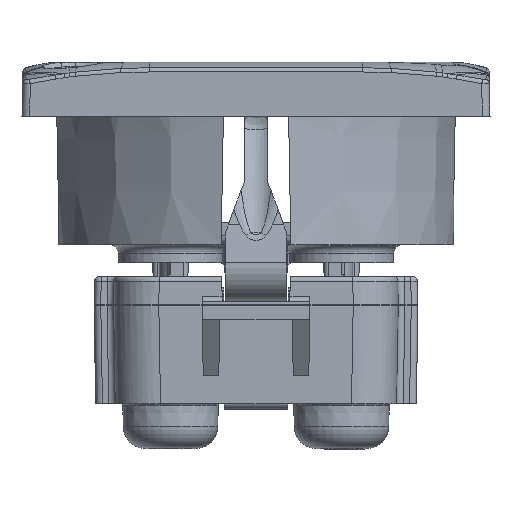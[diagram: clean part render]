
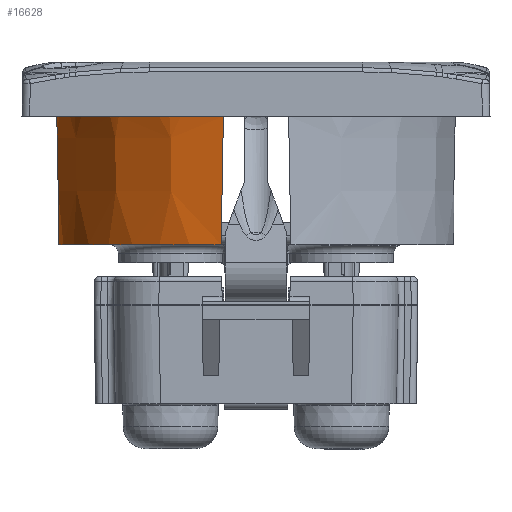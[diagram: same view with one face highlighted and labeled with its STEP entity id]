
A CAD part, front view. The second image highlights one B-rep face of the part: STEP entity #16628.
In plain terms, the highlighted conical face has half-angle 1 degrees and reference radius 22.155 mm.
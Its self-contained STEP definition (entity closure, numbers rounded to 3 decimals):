
#1023=CARTESIAN_POINT('',(0.,-22.,3.5));
#1024=DIRECTION('',(0.,0.,-1.));
#1025=DIRECTION('',(-0.73,-0.683,0.));
#1026=AXIS2_PLACEMENT_3D('',#1023,#1024,#1025);
#1083=CARTESIAN_POINT('',(0.,-22.,3.5));
#1084=DIRECTION('',(0.,0.,-1.));
#1085=DIRECTION('',(-0.162,-0.987,0.));
#1086=AXIS2_PLACEMENT_3D('',#1083,#1084,#1085);
#1247=CARTESIAN_POINT('',(-16.297,-37.236,3.5));
#1248=CARTESIAN_POINT('',(-16.269,-37.237,
2.333));
#1249=CARTESIAN_POINT('',(-16.24,-37.237,
1.167));
#1250=CARTESIAN_POINT('',(-16.212,-37.238,0.));
#1252=CARTESIAN_POINT('',(0.,-22.,0.));
#1253=DIRECTION('',(0.,0.,-1.));
#1254=DIRECTION('',(-0.685,-0.729,0.));
#1255=AXIS2_PLACEMENT_3D('',#1252,#1253,#1254);
#1257=CARTESIAN_POINT('',(-15.238,-38.212,0.));
#1258=CARTESIAN_POINT('',(-15.237,-38.24,
1.167));
#1259=CARTESIAN_POINT('',(-15.237,-38.269,
2.333));
#1260=CARTESIAN_POINT('',(-15.236,-38.297,3.5));
#1262=CARTESIAN_POINT('',(0.,-22.,0.75));
#1263=DIRECTION('',(0.,0.,1.));
#1264=DIRECTION('',(-0.163,-0.987,0.));
#1265=AXIS2_PLACEMENT_3D('',#1262,#1263,#1264);
#1267=CARTESIAN_POINT('',(-2.211,-44.152,
0.75));
#1268=CARTESIAN_POINT('',(-2.224,-44.146,
0.5));
#1269=CARTESIAN_POINT('',(-2.237,-44.14,
0.25));
#1270=CARTESIAN_POINT('',(-2.25,-44.135,
0.));
#1272=CARTESIAN_POINT('',(0.,-22.,0.));
#1273=DIRECTION('',(0.,0.,-1.));
#1274=DIRECTION('',(-0.101,-0.995,0.));
#1275=AXIS2_PLACEMENT_3D('',#1272,#1273,#1274);
#1277=CARTESIAN_POINT('',(-3.625,-43.951,0.));
#1278=CARTESIAN_POINT('',(-3.653,-43.918,
-1.601));
#1279=CARTESIAN_POINT('',(-3.709,-43.853,
-4.791));
#1280=CARTESIAN_POINT('',(-3.792,-43.754,
-9.541));
#1281=CARTESIAN_POINT('',(-3.846,-43.689,
-12.684));
#1282=CARTESIAN_POINT('',(-3.874,-43.656,-14.25));
#1284=DIRECTION('',(0.005,-0.017,-1.));
#1285=VECTOR('',#1284,17.753);
#1286=CARTESIAN_POINT('',(-6.874,-0.776,3.5));
#1287=LINE('',#1286,#1285);
#1338=CARTESIAN_POINT('',(-3.625,-44.013,3.5));
#1339=CARTESIAN_POINT('',(-3.625,-44.008,3.194));
#1340=CARTESIAN_POINT('',(-3.625,-43.997,2.583));
#1341=CARTESIAN_POINT('',(-3.625,-43.981,1.666));
#1342=CARTESIAN_POINT('',(-3.625,-43.97,1.055));
#1343=CARTESIAN_POINT('',(-3.625,-43.965,0.75));
#2473=CARTESIAN_POINT('',(0.,-22.,-14.25));
#2474=DIRECTION('',(0.,0.,-1.));
#2475=DIRECTION('',(-0.176,-0.984,0.));
#2476=AXIS2_PLACEMENT_3D('',#2473,#2474,#2475);
#12939=CARTESIAN_POINT('',(-2.25,-44.135,0.));
#12940=VERTEX_POINT('',#12939);
#13083=CARTESIAN_POINT('',(-6.778,-1.07,-14.25));
#13085=VERTEX_POINT('',#13083);
#13407=CARTESIAN_POINT('',(-15.238,-38.212,0.));
#13408=CARTESIAN_POINT('',(-16.212,-37.238,0.));
#13409=VERTEX_POINT('',#13407);
#13410=VERTEX_POINT('',#13408);
#13425=VERTEX_POINT('',#1260);
#13426=VERTEX_POINT('',#1247);
#13481=CARTESIAN_POINT('',(-6.874,-0.776,3.5));
#13482=VERTEX_POINT('',#13481);
#14866=VERTEX_POINT('',#1338);
#14867=VERTEX_POINT('',#1343);
#14874=VERTEX_POINT('',#1267);
#14922=CARTESIAN_POINT('',(-3.625,-43.951,0.));
#14923=VERTEX_POINT('',#14922);
#14928=VERTEX_POINT('',#1282);
#16602=CARTESIAN_POINT('',(0.,-22.,-5.375));
#16603=DIRECTION('',(0.,0.,1.));
#16604=DIRECTION('',(1.,0.,0.));
#16605=AXIS2_PLACEMENT_3D('',#16602,#16603,#16604);
#16606=CONICAL_SURFACE('',#16605,22.155,1.);
#16607=ORIENTED_EDGE('',*,*,#16407,.F.);
#16608=ORIENTED_EDGE('',*,*,#16594,.T.);
#16609=ORIENTED_EDGE('',*,*,#15386,.F.);
#16611=ORIENTED_EDGE('',*,*,#16610,.T.);
#16612=ORIENTED_EDGE('',*,*,#16450,.F.);
#16614=ORIENTED_EDGE('',*,*,#16613,.T.);
#16615=ORIENTED_EDGE('',*,*,#16260,.T.);
#16617=ORIENTED_EDGE('',*,*,#16616,.T.);
#16619=ORIENTED_EDGE('',*,*,#16618,.T.);
#16621=ORIENTED_EDGE('',*,*,#16620,.T.);
#16623=ORIENTED_EDGE('',*,*,#16622,.T.);
#16625=ORIENTED_EDGE('',*,*,#16624,.F.);
#16626=EDGE_LOOP('',(#16607,#16608,#16609,#16611,#16612,#16614,#16615,#16617,
#16619,#16621,#16623,#16625));
#16627=FACE_OUTER_BOUND('',#16626,.F.);
#16628=ADVANCED_FACE('',(#16627),#16606,.T.);
#1027=CIRCLE('',#1026,22.31);
#1087=CIRCLE('',#1086,22.31);
#1251=B_SPLINE_CURVE_WITH_KNOTS('',3,(#1247,#1248,#1249,#1250),.UNSPECIFIED.,
.F.,.F.,(4,4),(0.,1.),.UNSPECIFIED.);
#1256=CIRCLE('',#1255,22.249);
#1261=B_SPLINE_CURVE_WITH_KNOTS('',3,(#1257,#1258,#1259,#1260),.UNSPECIFIED.,
.F.,.F.,(4,4),(0.,1.),.UNSPECIFIED.);
#1266=CIRCLE('',#1265,22.262);
#1271=B_SPLINE_CURVE_WITH_KNOTS('',3,(#1267,#1268,#1269,#1270),.UNSPECIFIED.,
.F.,.F.,(4,4),(0.,1.),.UNSPECIFIED.);
#1276=CIRCLE('',#1275,22.249);
#1283=B_SPLINE_CURVE_WITH_KNOTS('',3,(#1277,#1278,#1279,#1280,#1281,#1282),
.UNSPECIFIED.,.F.,.F.,(4,1,1,4),(0.,0.333,0.667,1.),
.UNSPECIFIED.);
#1344=B_SPLINE_CURVE_WITH_KNOTS('',3,(#1338,#1339,#1340,#1341,#1342,#1343),
.UNSPECIFIED.,.F.,.F.,(4,1,1,4),(0.,0.333,0.667,1.),
.UNSPECIFIED.);
#2477=CIRCLE('',#2476,22.);
#15386=EDGE_CURVE('',#13409,#13410,#1256,.T.);
#16260=EDGE_CURVE('',#14867,#14874,#1266,.T.);
#16407=EDGE_CURVE('',#13426,#13482,#1027,.T.);
#16450=EDGE_CURVE('',#14866,#13425,#1087,.T.);
#16594=EDGE_CURVE('',#13426,#13410,#1251,.T.);
#16610=EDGE_CURVE('',#13409,#13425,#1261,.T.);
#16613=EDGE_CURVE('',#14866,#14867,#1344,.T.);
#16616=EDGE_CURVE('',#14874,#12940,#1271,.T.);
#16618=EDGE_CURVE('',#12940,#14923,#1276,.T.);
#16620=EDGE_CURVE('',#14923,#14928,#1283,.T.);
#16622=EDGE_CURVE('',#14928,#13085,#2477,.T.);
#16624=EDGE_CURVE('',#13482,#13085,#1287,.T.);
